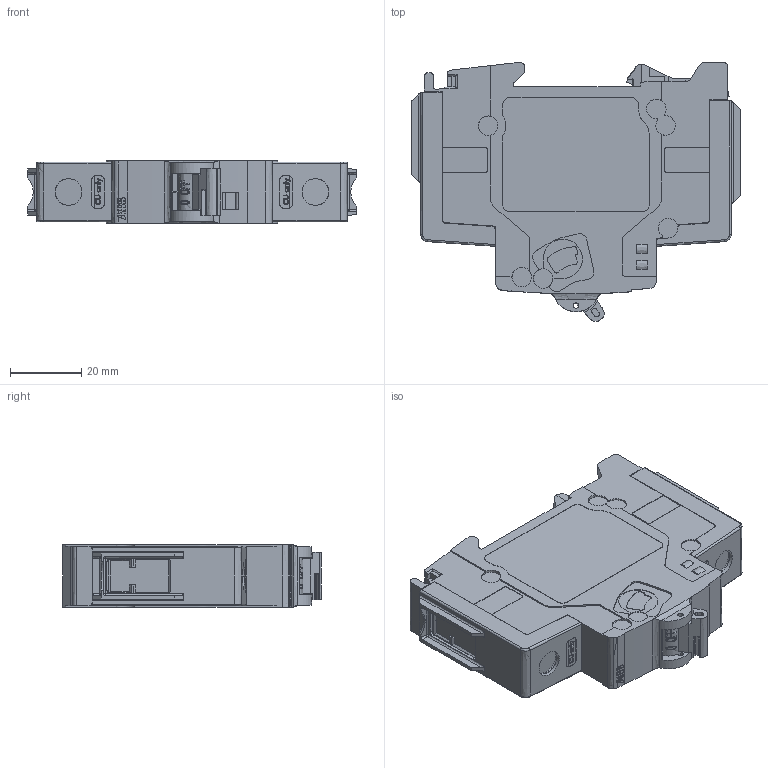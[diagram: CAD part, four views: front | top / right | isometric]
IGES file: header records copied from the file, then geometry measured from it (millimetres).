
Start section:  PTC IGES file: 2cds271417_sw0001.igs
Global section: file name: 2cds271417_sw0001.igs; native system: Pro/ENGINEER by Parametric Technology Corporation; preprocessor: 2006380; author: DEU121775; organization: Unknown; date: 20080814.095748; units: millimetre
Bounding box: 92 x 72.51 x 17.4 mm (x, y, z)
Volume: 77693.7 mm3; surface area: 22282.2 mm2
Topology: 1 solids, 1 shells, 1563 faces, 4477 edges, 2929 vertices
Faces by surface type: bspline 1563
